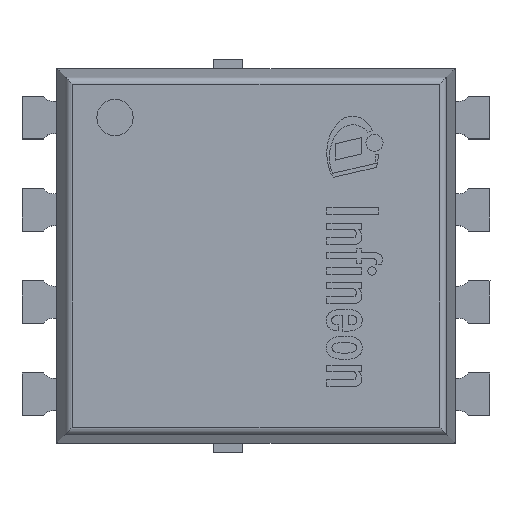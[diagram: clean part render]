
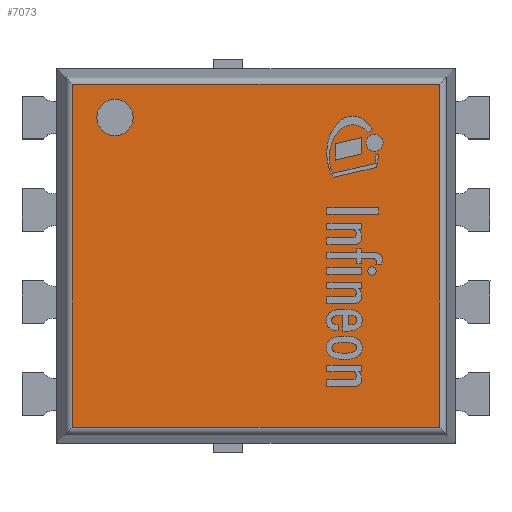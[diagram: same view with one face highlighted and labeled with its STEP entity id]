
A CAD part, top view. The second image highlights one B-rep face of the part: STEP entity #7073.
In plain terms, the highlighted planar face has unit normal (0, 0, 1).
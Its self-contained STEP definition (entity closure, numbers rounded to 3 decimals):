
#30=FACE_BOUND('',#967,.T.);
#184=PLANE('',#7744);
#555=FACE_OUTER_BOUND('',#966,.T.);
#966=EDGE_LOOP('',(#5757,#5758,#5759,#5760));
#967=EDGE_LOOP('',(#5761));
#1470=LINE('',#11276,#2199);
#1472=LINE('',#11284,#2201);
#1474=LINE('',#11290,#2203);
#1477=LINE('',#11296,#2206);
#2199=VECTOR('',#9206,1.);
#2201=VECTOR('',#9214,1.);
#2203=VECTOR('',#9220,1.);
#2206=VECTOR('',#9227,1.);
#2845=CIRCLE('',#7731,0.25);
#3279=VERTEX_POINT('',#11268);
#3281=VERTEX_POINT('',#11274);
#3282=VERTEX_POINT('',#11275);
#3285=VERTEX_POINT('',#11283);
#3287=VERTEX_POINT('',#11289);
#4150=EDGE_CURVE('',#3279,#3279,#2845,.T.);
#4152=EDGE_CURVE('',#3281,#3282,#1470,.T.);
#4156=EDGE_CURVE('',#3282,#3285,#1472,.T.);
#4159=EDGE_CURVE('',#3285,#3287,#1474,.T.);
#4163=EDGE_CURVE('',#3287,#3281,#1477,.T.);
#5757=ORIENTED_EDGE('',*,*,#4152,.F.);
#5758=ORIENTED_EDGE('',*,*,#4163,.F.);
#5759=ORIENTED_EDGE('',*,*,#4159,.F.);
#5760=ORIENTED_EDGE('',*,*,#4156,.F.);
#5761=ORIENTED_EDGE('',*,*,#4150,.T.);
#7073=ADVANCED_FACE('',(#555,#30),#184,.T.);
#7731=AXIS2_PLACEMENT_3D('',#11269,#9198,#9199);
#7744=AXIS2_PLACEMENT_3D('',#11307,#9237,#9238);
#9198=DIRECTION('center_axis',(0.,0.,-1.));
#9199=DIRECTION('ref_axis',(0.,-1.,0.));
#9206=DIRECTION('',(-1.,0.,0.));
#9214=DIRECTION('',(0.,1.,0.));
#9220=DIRECTION('',(1.,0.,0.));
#9227=DIRECTION('',(0.,-1.,0.));
#9237=DIRECTION('center_axis',(0.,0.,1.));
#9238=DIRECTION('ref_axis',(0.,-1.,0.));
#11268=CARTESIAN_POINT('',(-1.94,2.155,1.));
#11269=CARTESIAN_POINT('Origin',(-1.94,1.905,1.));
#11274=CARTESIAN_POINT('',(2.524,-2.359,1.));
#11275=CARTESIAN_POINT('',(-2.524,-2.359,1.));
#11276=CARTESIAN_POINT('',(-1.42,-2.359,1.));
#11283=CARTESIAN_POINT('',(-2.524,2.359,1.));
#11284=CARTESIAN_POINT('',(-2.524,1.287,1.));
#11289=CARTESIAN_POINT('',(2.524,2.359,1.));
#11290=CARTESIAN_POINT('',(-1.42,2.359,1.));
#11296=CARTESIAN_POINT('',(2.524,1.287,1.));
#11307=CARTESIAN_POINT('Origin',(0.,0.,
1.));
